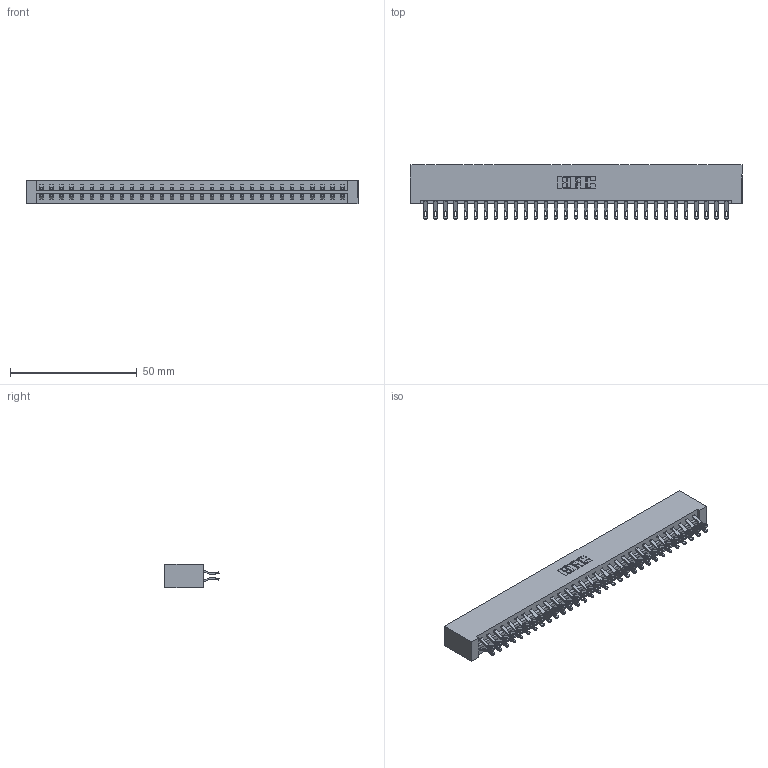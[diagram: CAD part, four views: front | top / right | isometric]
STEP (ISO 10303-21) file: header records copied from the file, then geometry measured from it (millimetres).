
FILE_DESCRIPTION (( 'STEP AP203' ), '1' );
FILE_NAME ('833-062-555-201.STEP', '2020-06-05T05:59:07', ( '' ), ( '' ), 'SwSTEP 2.0', 'SolidWorks 2020', '' );
FILE_SCHEMA (( 'CONFIG_CONTROL_DESIGN' ));
Length unit declared in the file: inch
Products named in the file (3): 833-062-555-201; 345-292-001_555 Tail; 833 Part_Lugless
Assembly tree (63 placements, depth 2):
  833-062-555-201
    833 Part_Lugless
    345-292-001_555 Tail  x62
Bounding box: 131.09 x 21.47 x 9.4 mm (x, y, z)
Volume: 14092.7 mm3; surface area: 17239.7 mm2
Topology: 63 solids, 63 shells, 3702 faces, 11633 edges, 7754 vertices
Faces by surface type: plane 2174, cylinder 1528
Entity records: 21415 total; most frequent: CARTESIAN_POINT 3596, ORIENTED_EDGE 3502, DIRECTION 3055, EDGE_CURVE 1751, LINE 1611, VECTOR 1611, VERTEX_POINT 1166, AXIS2_PLACEMENT_3D 722
